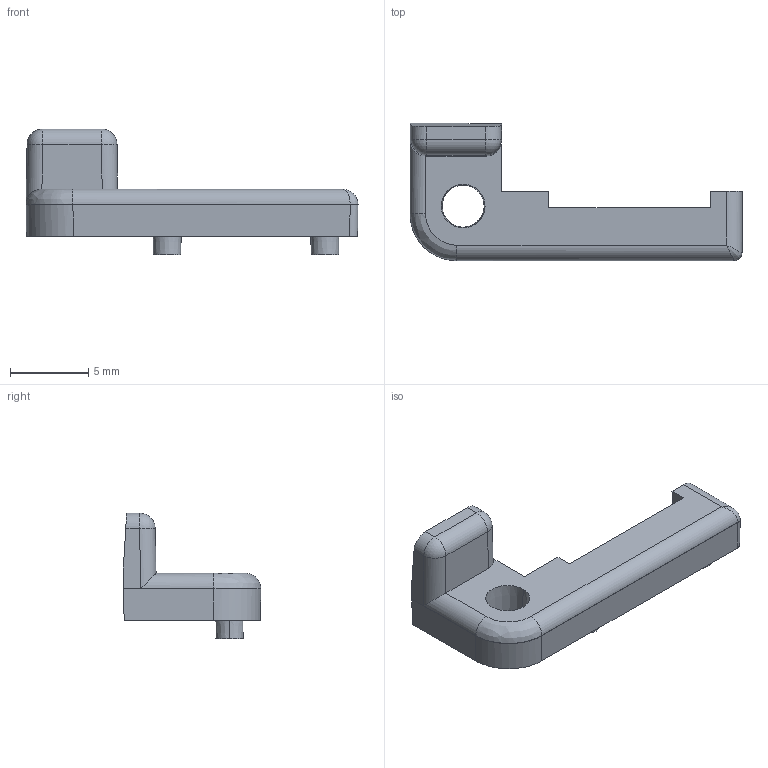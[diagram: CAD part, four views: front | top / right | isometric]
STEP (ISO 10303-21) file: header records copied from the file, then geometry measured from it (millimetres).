
FILE_DESCRIPTION (( 'STEP AP214' ), '1' );
FILE_NAME ('PD0093_RIGHT- ISS - B.STEP', '2017-08-01T11:37:52', ( 'sicon' ), ( '' ), 'SwSTEP 2.0', 'SolidWorks 2017', '' );
FILE_SCHEMA (( 'AUTOMOTIVE_DESIGN' ));
Length unit declared in the file: millimetre
Products named in the file (1): PD0093_RIGHT- ISS - B
Bounding box: 21.24 x 8.8 x 8.05 mm (x, y, z)
Volume: 328 mm3; surface area: 457 mm2
Topology: 1 solids, 1 shells, 50 faces, 124 edges, 77 vertices
Faces by surface type: plane 28, cylinder 12, cone 6, sphere 2, bspline 2
Entity records: 1536 total; most frequent: CARTESIAN_POINT 357, ORIENTED_EDGE 246, DIRECTION 226, EDGE_CURVE 123, VECTOR 86, LINE 86, VERTEX_POINT 77, AXIS2_PLACEMENT_3D 70
